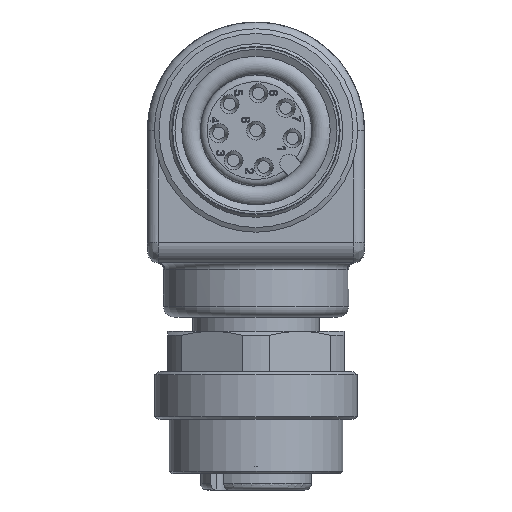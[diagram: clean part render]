
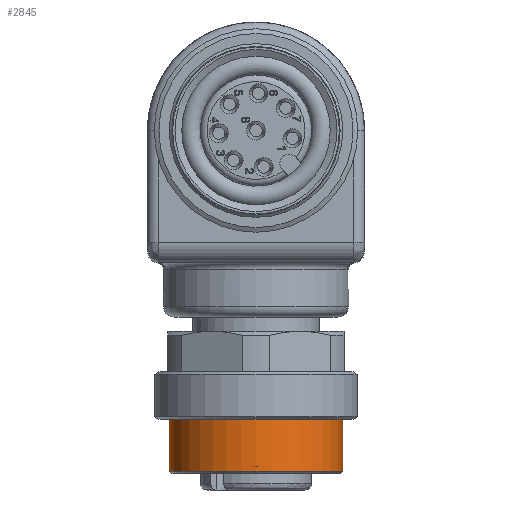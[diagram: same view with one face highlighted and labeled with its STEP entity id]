
A CAD part, front view. The second image highlights one B-rep face of the part: STEP entity #2845.
In plain terms, the highlighted cylindrical face has radius 6.4 mm (diameter 12.8 mm), a full revolution.
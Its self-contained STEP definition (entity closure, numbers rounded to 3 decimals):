
#321=CYLINDRICAL_SURFACE('',#11110,6.4);
#2845=ADVANCED_FACE('',(#4188,#4189),#321,.T.);
#4188=FACE_BOUND('',#4500,.T.);
#4189=FACE_BOUND('',#4501,.T.);
#4500=EDGE_LOOP('',(#5451));
#4501=EDGE_LOOP('',(#5452));
#5451=ORIENTED_EDGE('',*,*,#9349,.T.);
#5452=ORIENTED_EDGE('',*,*,#9348,.T.);
#8296=VERTEX_POINT('',#14472);
#8297=VERTEX_POINT('',#14475);
#9348=EDGE_CURVE('',#8296,#8296,#10759,.T.);
#9349=EDGE_CURVE('',#8297,#8297,#10760,.T.);
#10759=CIRCLE('',#11107,6.4);
#10760=CIRCLE('',#11109,6.4);
#11107=AXIS2_PLACEMENT_3D('',#14471,#11988,#11989);
#11109=AXIS2_PLACEMENT_3D('',#14474,#11992,#11993);
#11110=AXIS2_PLACEMENT_3D('',#14476,#11994,#11995);
#11988=DIRECTION('',(0.,0.,-1.));
#11989=DIRECTION('',(-0.5,-0.866,0.));
#11992=DIRECTION('',(0.,0.,1.));
#11993=DIRECTION('',(-0.866,0.5,0.));
#11994=DIRECTION('',(0.,0.,-1.));
#11995=DIRECTION('',(0.5,0.866,0.));
#14471=CARTESIAN_POINT('',(0.,0.,-21.3));
#14472=CARTESIAN_POINT('',(-3.2,-5.543,-21.3));
#14474=CARTESIAN_POINT('',(0.,0.,-25.1));
#14475=CARTESIAN_POINT('',(-5.543,3.2,-25.1));
#14476=CARTESIAN_POINT('',(0.,0.,-25.3));
